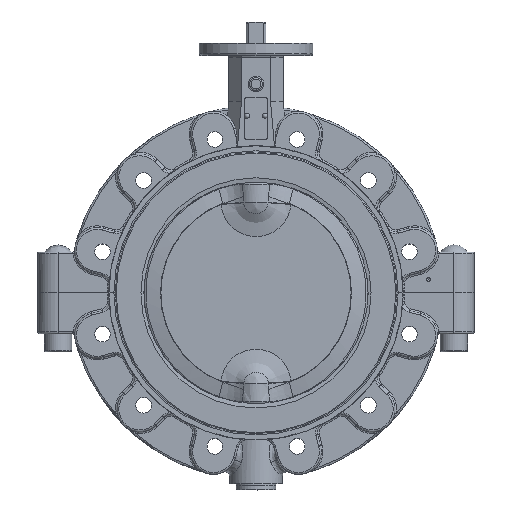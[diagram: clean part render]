
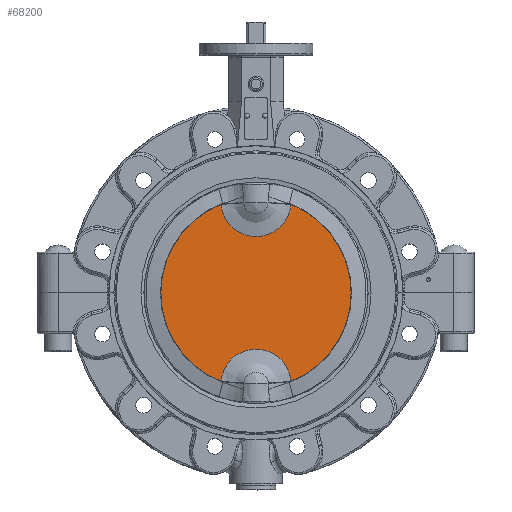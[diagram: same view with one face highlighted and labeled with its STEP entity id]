
A CAD part, top view. The second image highlights one B-rep face of the part: STEP entity #68200.
In plain terms, the highlighted face is planar.
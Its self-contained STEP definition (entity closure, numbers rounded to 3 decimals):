
#67113=CARTESIAN_POINT('',(38.362,8.0,-97.515));
#67114=VERTEX_POINT('',#67113);
#67173=CARTESIAN_POINT('',(-38.362,8.0,-97.515));
#67174=VERTEX_POINT('',#67173);
#67182=CARTESIAN_POINT('',(-38.362,8.0,-97.515));
#67183=CARTESIAN_POINT('',(-38.323,8.0,-96.936));
#67184=CARTESIAN_POINT('',(-38.141,8.,-94.933));
#67185=CARTESIAN_POINT('',(-37.705,8.,-92.413));
#67186=CARTESIAN_POINT('',(-37.174,8.0,-90.335));
#67187=CARTESIAN_POINT('',(-36.855,8.,-89.22));
#67188=CARTESIAN_POINT('',(-36.589,8.0,-88.369));
#67189=CARTESIAN_POINT('',(-35.895,8.,-86.354));
#67190=CARTESIAN_POINT('',(-34.493,8.,-83.029));
#67191=CARTESIAN_POINT('',(-32.729,8.,-80.032));
#67192=CARTESIAN_POINT('',(-31.222,8.0,-77.889));
#67193=CARTESIAN_POINT('',(-30.086,8.,-76.365));
#67194=CARTESIAN_POINT('',(-28.305,8.,-74.297));
#67195=CARTESIAN_POINT('',(-26.083,8.,-72.121));
#67196=CARTESIAN_POINT('',(-23.885,8.0,-70.271));
#67197=CARTESIAN_POINT('',(-21.749,8.,-68.731));
#67198=CARTESIAN_POINT('',(-20.131,8.0,-67.718));
#67199=CARTESIAN_POINT('',(-18.484,8.,-66.77));
#67200=CARTESIAN_POINT('',(-16.588,8.,-65.792));
#67201=CARTESIAN_POINT('',(-13.959,8.0,-64.673));
#67202=CARTESIAN_POINT('',(-11.254,8.,-63.751));
#67203=CARTESIAN_POINT('',(-8.843,8.0,-63.121));
#67204=CARTESIAN_POINT('',(-6.982,8.0,-62.751));
#67205=CARTESIAN_POINT('',(-4.165,8.,-62.298));
#67206=CARTESIAN_POINT('',(-0.963,8.,-62.064));
#67207=CARTESIAN_POINT('',(2.24,8.,-62.179));
#67208=CARTESIAN_POINT('',(4.134,8.,-62.342));
#67209=CARTESIAN_POINT('',(6.021,8.,-62.575));
#67210=CARTESIAN_POINT('',(9.4,8.,-63.195));
#67211=CARTESIAN_POINT('',(12.948,8.0,-64.259));
#67212=CARTESIAN_POINT('',(16.449,8.,-65.727));
#67213=CARTESIAN_POINT('',(19.838,8.,-67.45));
#67214=CARTESIAN_POINT('',(23.536,8.,-69.908));
#67215=CARTESIAN_POINT('',(26.587,8.,-72.573));
#67216=CARTESIAN_POINT('',(28.566,8.0,-74.617));
#67217=CARTESIAN_POINT('',(29.971,8.,-76.243));
#67218=CARTESIAN_POINT('',(31.284,8.,-77.948));
#67219=CARTESIAN_POINT('',(32.904,8.0,-80.32));
#67220=CARTESIAN_POINT('',(34.669,8.,-83.452));
#67221=CARTESIAN_POINT('',(36.331,8.,-87.383));
#67222=CARTESIAN_POINT('',(37.55,8.,-91.516));
#67223=CARTESIAN_POINT('',(38.14,8.,-94.929));
#67224=CARTESIAN_POINT('',(38.323,8.,-96.935));
#67225=CARTESIAN_POINT('',(38.362,8.,-97.515));
#67226=B_SPLINE_CURVE_WITH_KNOTS('',3,(#67182,#67183,#67184,#67185,#67186,#67187,#67188,#67189,#67190,#67191,#67192,#67193,#67194,#67195,#67196,#67197,#67198,#67199,#67200,#67201,#67202,#67203,#67204,#67205,#67206,#67207,#67208,#67209,#67210,#67211,#67212,#67213,#67214,#67215,#67216,#67217,#67218,#67219,#67220,#67221,#67222,#67223,#67224,#67225),.UNSPECIFIED.,.F.,.U.,(4,1,1,1,1,1,1,1,1,1,1,1,1,1,1,1,1,1,1,1,1,1,1,1,1,1,1,1,1,1,1,1,1,1,1,1,1,1,1,1,1,4),(-11.688,-11.515,-11.088,-10.928,-10.875,-10.742,-10.662,-10.235,-9.667,-9.631,-9.454,-9.098,-8.814,-8.53,-8.245,-8.032,-7.961,-7.677,-7.392,-7.108,-6.824,-6.646,-6.539,-5.971,-5.686,-5.58,-5.402,-5.118,-4.549,-4.3,-3.98,-3.412,-2.985,-2.772,-2.559,-2.346,-2.132,-1.706,-1.279,-0.853,-0.426,-0.253),.UNSPECIFIED.);
#67227=EDGE_CURVE('',#67174,#67114,#67226,.T.);
#67700=CARTESIAN_POINT('',(-38.362,8.0,97.515));
#67701=VERTEX_POINT('',#67700);
#67758=CARTESIAN_POINT('',(38.362,8.0,97.515));
#67759=VERTEX_POINT('',#67758);
#67767=CARTESIAN_POINT('',(38.362,8.0,97.515));
#67768=CARTESIAN_POINT('',(38.323,8.0,96.936));
#67769=CARTESIAN_POINT('',(38.141,8.0,94.933));
#67770=CARTESIAN_POINT('',(37.705,8.,92.413));
#67771=CARTESIAN_POINT('',(37.174,8.,90.335));
#67772=CARTESIAN_POINT('',(36.855,8.,89.22));
#67773=CARTESIAN_POINT('',(36.589,8.,88.37));
#67774=CARTESIAN_POINT('',(35.895,8.,86.354));
#67775=CARTESIAN_POINT('',(34.679,8.,83.469));
#67776=CARTESIAN_POINT('',(33.121,8.,80.705));
#67777=CARTESIAN_POINT('',(32.073,8.0,79.111));
#67778=CARTESIAN_POINT('',(30.725,8.0,77.144));
#67779=CARTESIAN_POINT('',(29.116,8.0,75.168));
#67780=CARTESIAN_POINT('',(26.439,8.,72.444));
#67781=CARTESIAN_POINT('',(24.093,8.,70.393));
#67782=CARTESIAN_POINT('',(21.355,8.0,68.458));
#67783=CARTESIAN_POINT('',(18.905,8.,66.987));
#67784=CARTESIAN_POINT('',(16.588,8.0,65.792));
#67785=CARTESIAN_POINT('',(13.958,8.,64.673));
#67786=CARTESIAN_POINT('',(11.593,8.,63.866));
#67787=CARTESIAN_POINT('',(9.761,8.,63.361));
#67788=CARTESIAN_POINT('',(6.994,8.,62.705));
#67789=CARTESIAN_POINT('',(2.864,8.,62.098));
#67790=CARTESIAN_POINT('',(-1.292,8.,62.098));
#67791=CARTESIAN_POINT('',(-4.134,8.0,62.342));
#67792=CARTESIAN_POINT('',(-6.021,8.,62.575));
#67793=CARTESIAN_POINT('',(-9.4,8.,63.195));
#67794=CARTESIAN_POINT('',(-12.948,8.,64.259));
#67795=CARTESIAN_POINT('',(-16.449,8.,65.727));
#67796=CARTESIAN_POINT('',(-19.838,8.,67.45));
#67797=CARTESIAN_POINT('',(-23.536,8.,69.908));
#67798=CARTESIAN_POINT('',(-26.587,8.,72.573));
#67799=CARTESIAN_POINT('',(-28.566,8.,74.617));
#67800=CARTESIAN_POINT('',(-29.971,8.,76.243));
#67801=CARTESIAN_POINT('',(-31.284,8.0,77.948));
#67802=CARTESIAN_POINT('',(-32.904,8.,80.32));
#67803=CARTESIAN_POINT('',(-34.669,8.,83.452));
#67804=CARTESIAN_POINT('',(-36.331,8.,87.383));
#67805=CARTESIAN_POINT('',(-37.55,8.,91.516));
#67806=CARTESIAN_POINT('',(-38.14,8.0,94.929));
#67807=CARTESIAN_POINT('',(-38.323,8.0,96.935));
#67808=CARTESIAN_POINT('',(-38.362,8.0,97.515));
#67809=B_SPLINE_CURVE_WITH_KNOTS('',3,(#67767,#67768,#67769,#67770,#67771,#67772,#67773,#67774,#67775,#67776,#67777,#67778,#67779,#67780,#67781,#67782,#67783,#67784,#67785,#67786,#67787,#67788,#67789,#67790,#67791,#67792,#67793,#67794,#67795,#67796,#67797,#67798,#67799,#67800,#67801,#67802,#67803,#67804,#67805,#67806,#67807,#67808),.UNSPECIFIED.,.F.,.U.,(4,1,1,1,1,1,1,1,1,1,1,1,1,1,1,1,1,1,1,1,1,1,1,1,1,1,1,1,1,1,1,1,1,1,1,1,1,1,1,4),(-11.688,-11.515,-11.088,-10.928,-10.875,-10.742,-10.662,-10.235,-9.809,-9.72,-9.667,-9.098,-8.956,-8.53,-8.174,-7.961,-7.677,-7.392,-7.108,-6.93,-6.824,-6.255,-5.686,-5.58,-5.402,-5.118,-4.549,-4.3,-3.98,-3.412,-2.985,-2.772,-2.559,-2.346,-2.132,-1.706,-1.279,-0.853,-0.426,-0.253),.UNSPECIFIED.);
#67810=EDGE_CURVE('',#67759,#67701,#67809,.T.);
#68172=CARTESIAN_POINT('',(0.0,8.0,0.0));
#68173=DIRECTION('',(0.0,-1.0,0.0));
#68174=DIRECTION('',(-1.0,0.0,0.0));
#68175=AXIS2_PLACEMENT_3D('',#68172,#68173,#68174);
#68176=CIRCLE('',#68175,104.79);
#68177=EDGE_CURVE('',#67701,#67174,#68176,.T.);
#68183=CARTESIAN_POINT('',(52.5,8.0,0.0));
#68184=DIRECTION('',(0.0,1.0,0.0));
#68185=DIRECTION('',(0.0,0.0,1.0));
#68186=AXIS2_PLACEMENT_3D('',#68183,#68184,#68185);
#68187=PLANE('',#68186);
#68188=ORIENTED_EDGE('',*,*,#67227,.F.);
#68189=ORIENTED_EDGE('',*,*,#68177,.F.);
#68190=ORIENTED_EDGE('',*,*,#67810,.F.);
#68191=CARTESIAN_POINT('',(0.0,8.0,0.0));
#68192=DIRECTION('',(0.0,-1.0,0.0));
#68193=DIRECTION('',(1.0,0.0,0.0));
#68194=AXIS2_PLACEMENT_3D('',#68191,#68192,#68193);
#68195=CIRCLE('',#68194,104.79);
#68196=EDGE_CURVE('',#67114,#67759,#68195,.T.);
#68197=ORIENTED_EDGE('',*,*,#68196,.F.);
#68198=EDGE_LOOP('',(#68188,#68189,#68190,#68197));
#68199=FACE_OUTER_BOUND('',#68198,.T.);
#68200=ADVANCED_FACE('',(#68199),#68187,.T.);
